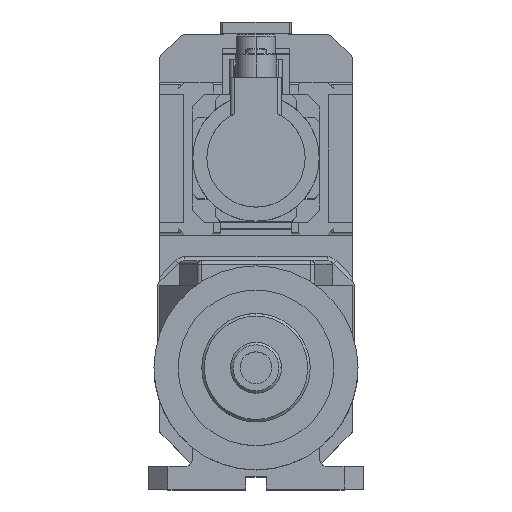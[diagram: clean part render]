
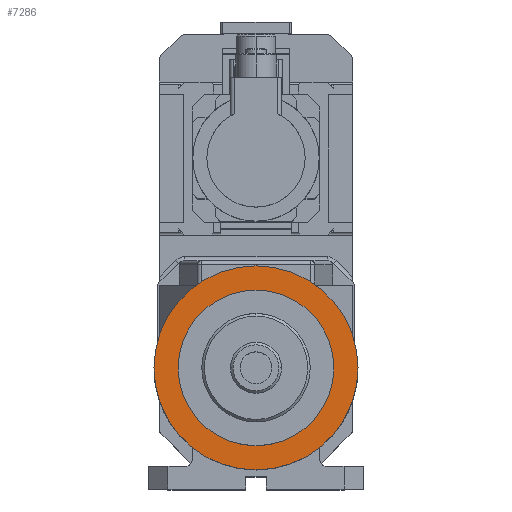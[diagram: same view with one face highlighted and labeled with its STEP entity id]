
A CAD part, top view. The second image highlights one B-rep face of the part: STEP entity #7286.
In plain terms, the highlighted planar face has unit normal (0, 0, 1).
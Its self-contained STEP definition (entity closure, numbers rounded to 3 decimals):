
#419 = CARTESIAN_POINT ( 'NONE',  ( -61., 0., 517. ) ) ;
#420 = DIRECTION ( 'NONE',  ( -1., 0., 0. ) ) ;
#421 = DIRECTION ( 'NONE',  ( 0., 0., -1. ) ) ;
#422 = CARTESIAN_POINT ( 'NONE',  ( 0., 0., 517. ) ) ;
#423 = AXIS2_PLACEMENT_3D ( 'NONE', #422, #421, #420 ) ;
#424 = CIRCLE ( 'NONE', #423, 61. ) ;
#425 = CARTESIAN_POINT ( 'NONE',  ( 61., 0., 517. ) ) ;
#629 = CARTESIAN_POINT ( 'NONE',  ( 80., 0., 517. ) ) ;
#630 = CARTESIAN_POINT ( 'NONE',  ( -80., 0., 517. ) ) ;
#631 = DIRECTION ( 'NONE',  ( -1., 0., 0. ) ) ;
#632 = DIRECTION ( 'NONE',  ( 0., 0., -1. ) ) ;
#633 = CARTESIAN_POINT ( 'NONE',  ( 0., 0., 517. ) ) ;
#634 = AXIS2_PLACEMENT_3D ( 'NONE', #633, #632, #631 ) ;
#639 = CIRCLE ( 'NONE', #634, 80. ) ;
#6793 = EDGE_CURVE ( 'NONE', #7656, #7659, #10969, .T. ) ;
#7224 = EDGE_LOOP ( 'NONE', ( #7287, #7288 ) ) ;
#7286 = ADVANCED_FACE ( 'NONE', ( #11719, #11718 ), #11717, .T. ) ;
#7287 = ORIENTED_EDGE ( 'NONE', *, *, #7658, .T. ) ;
#7288 = ORIENTED_EDGE ( 'NONE', *, *, #6793, .T. ) ;
#7289 = EDGE_LOOP ( 'NONE', ( #7290, #7291 ) ) ;
#7290 = ORIENTED_EDGE ( 'NONE', *, *, #7754, .F. ) ;
#7291 = ORIENTED_EDGE ( 'NONE', *, *, #7292, .F. ) ;
#7292 = EDGE_CURVE ( 'NONE', #7756, #7755, #11711, .T. ) ;
#7656 = VERTEX_POINT ( 'NONE', #425 ) ;
#7658 = EDGE_CURVE ( 'NONE', #7659, #7656, #424, .T. ) ;
#7659 = VERTEX_POINT ( 'NONE', #419 ) ;
#7754 = EDGE_CURVE ( 'NONE', #7755, #7756, #639, .T. ) ;
#7755 = VERTEX_POINT ( 'NONE', #630 ) ;
#7756 = VERTEX_POINT ( 'NONE', #629 ) ;
#10966 = DIRECTION ( 'NONE',  ( 0., 0., -1. ) ) ;
#10967 = CARTESIAN_POINT ( 'NONE',  ( 0., 0., 517. ) ) ;
#10968 = AXIS2_PLACEMENT_3D ( 'NONE', #10967, #10966, #11028 ) ;
#10969 = CIRCLE ( 'NONE', #10968, 61. ) ;
#11028 = DIRECTION ( 'NONE',  ( -1., 0., 0. ) ) ;
#11708 = DIRECTION ( 'NONE',  ( -1., 0., 0. ) ) ;
#11709 = DIRECTION ( 'NONE',  ( 0., 0., -1. ) ) ;
#11710 = AXIS2_PLACEMENT_3D ( 'NONE', #11716, #11709, #11708 ) ;
#11711 = CIRCLE ( 'NONE', #11710, 80. ) ;
#11712 = DIRECTION ( 'NONE',  ( 1., 0., 0. ) ) ;
#11713 = DIRECTION ( 'NONE',  ( 0., 0., 1. ) ) ;
#11714 = CARTESIAN_POINT ( 'NONE',  ( 0., 0., 517. ) ) ;
#11715 = AXIS2_PLACEMENT_3D ( 'NONE', #11714, #11713, #11712 ) ;
#11716 = CARTESIAN_POINT ( 'NONE',  ( 0., 0., 517. ) ) ;
#11717 = PLANE ( 'NONE',  #11715 ) ;
#11718 = FACE_OUTER_BOUND ( 'NONE', #7289, .T. ) ;
#11719 = FACE_BOUND ( 'NONE', #7224, .T. ) ;
